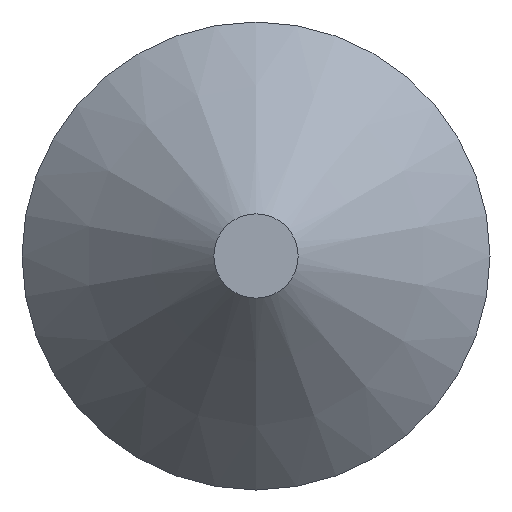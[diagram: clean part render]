
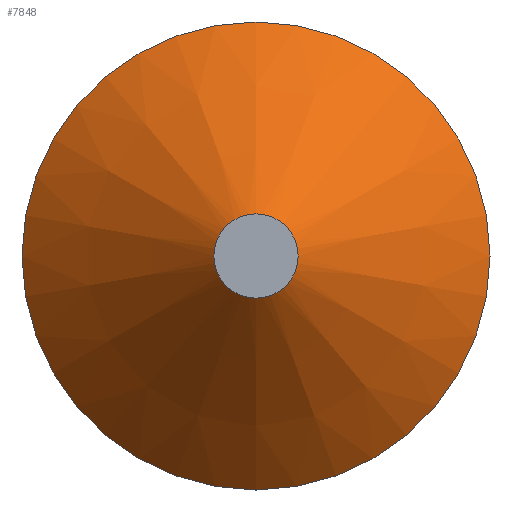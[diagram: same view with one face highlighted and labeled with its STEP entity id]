
A CAD part, left-side view. The second image highlights one B-rep face of the part: STEP entity #7848.
In plain terms, the highlighted conical face has half-angle 45 degrees and reference radius 0.45 mm.
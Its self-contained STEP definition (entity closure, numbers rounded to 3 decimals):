
#48 = FACE_BOUND ( 'NONE', #2969, .T. ) ;
#359 = CARTESIAN_POINT ( 'NONE',  ( 0., 0., 0.45 ) ) ;
#1737 = DIRECTION ( 'NONE',  ( 0., 0., 1. ) ) ;
#2032 = AXIS2_PLACEMENT_3D ( 'NONE', #6534, #6890, #11385 ) ;
#2333 = AXIS2_PLACEMENT_3D ( 'NONE', #9783, #7943, #8869 ) ;
#2600 = CIRCLE ( 'NONE', #7286, 2.5 ) ;
#2969 = EDGE_LOOP ( 'NONE', ( #3349 ) ) ;
#3191 = CARTESIAN_POINT ( 'NONE',  ( 2.05, 0., 2.5 ) ) ;
#3349 = ORIENTED_EDGE ( 'NONE', *, *, #3995, .F. ) ;
#3553 = CARTESIAN_POINT ( 'NONE',  ( 2.05, 0., 0. ) ) ;
#3995 = EDGE_CURVE ( 'NONE', #6346, #6346, #10456, .T. ) ;
#5635 = ORIENTED_EDGE ( 'NONE', *, *, #6619, .T. ) ;
#6223 = DIRECTION ( 'NONE',  ( -1., 0., 0. ) ) ;
#6346 = VERTEX_POINT ( 'NONE', #359 ) ;
#6490 = EDGE_LOOP ( 'NONE', ( #5635 ) ) ;
#6534 = CARTESIAN_POINT ( 'NONE',  ( 0., 0., 0. ) ) ;
#6619 = EDGE_CURVE ( 'NONE', #10941, #10941, #2600, .T. ) ;
#6890 = DIRECTION ( 'NONE',  ( 1., 0., 0. ) ) ;
#7286 = AXIS2_PLACEMENT_3D ( 'NONE', #3553, #6223, #1737 ) ;
#7848 = ADVANCED_FACE ( 'NONE', ( #9974, #48 ), #10835, .T. ) ;
#7943 = DIRECTION ( 'NONE',  ( -1., 0., 0. ) ) ;
#8869 = DIRECTION ( 'NONE',  ( 0., 0., 1. ) ) ;
#9783 = CARTESIAN_POINT ( 'NONE',  ( 0., 0., 0. ) ) ;
#9974 = FACE_OUTER_BOUND ( 'NONE', #6490, .T. ) ;
#10456 = CIRCLE ( 'NONE', #2333, 0.45 ) ;
#10835 = CONICAL_SURFACE ( 'NONE', #2032, 0.45, 0.785 ) ;
#10941 = VERTEX_POINT ( 'NONE', #3191 ) ;
#11385 = DIRECTION ( 'NONE',  ( 0., 0., -1. ) ) ;
